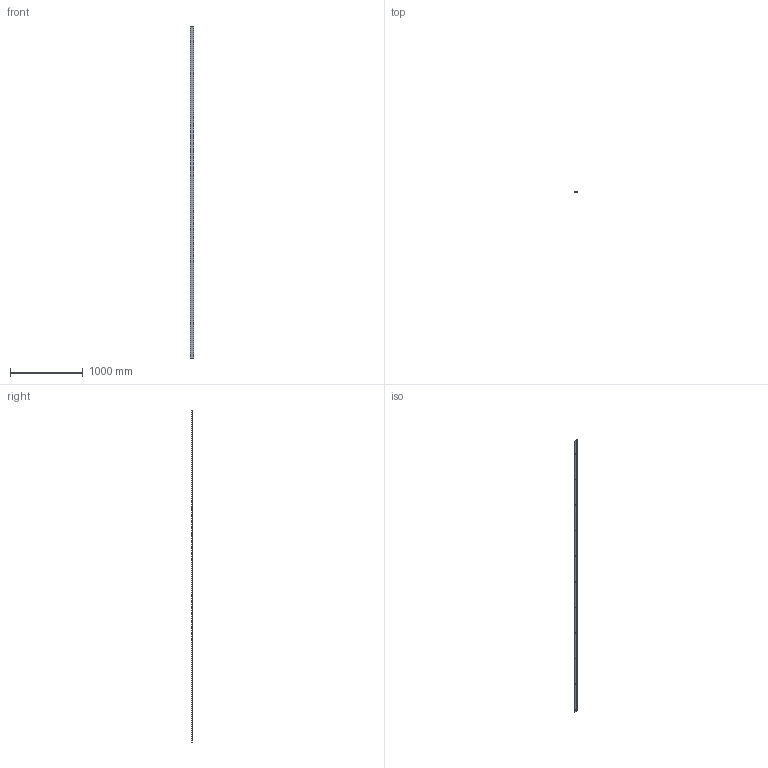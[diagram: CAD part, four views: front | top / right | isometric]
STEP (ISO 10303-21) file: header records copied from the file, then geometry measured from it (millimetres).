
FILE_DESCRIPTION (( 'STEP AP214' ), '1' );
FILE_NAME ('700-2900-180.STEP', '2022-05-19T11:57:30', ( '' ), ( '' ), 'SwSTEP 2.0', 'SolidWorks 2021', '' );
FILE_SCHEMA (( 'AUTOMOTIVE_DESIGN' ));
Length unit declared in the file: inch
Products named in the file (1): 700-2900-180
Bounding box: 51.31 x 12.45 x 4572 mm (x, y, z)
Volume: 1494870.1 mm3; surface area: 811247.2 mm2
Topology: 1 solids, 1 shells, 114 faces, 292 edges, 180 vertices
Faces by surface type: cylinder 44, cone 44, plane 26
Entity records: 3597 total; most frequent: DIRECTION 654, CARTESIAN_POINT 587, ORIENTED_EDGE 584, EDGE_CURVE 292, AXIS2_PLACEMENT_3D 247, VERTEX_POINT 180, LINE 160, VECTOR 160
